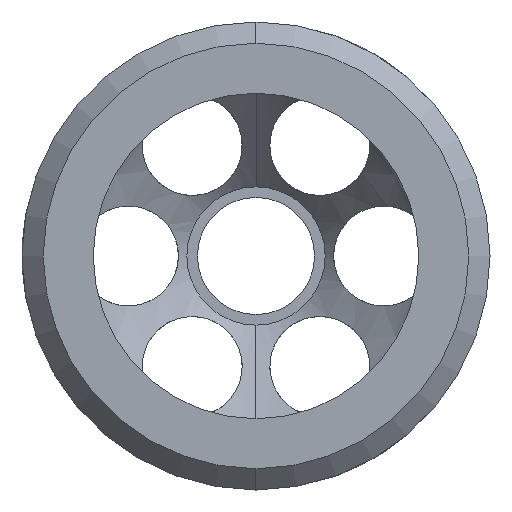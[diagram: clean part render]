
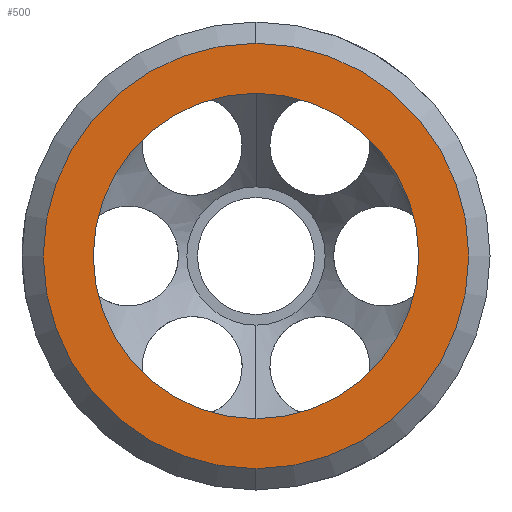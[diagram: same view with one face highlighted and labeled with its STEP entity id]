
A CAD part, left-side view. The second image highlights one B-rep face of the part: STEP entity #500.
In plain terms, the highlighted planar face has unit normal (-1, 0, 0).
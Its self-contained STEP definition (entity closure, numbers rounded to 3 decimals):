
#79 = CARTESIAN_POINT ( 'NONE',  ( 0., 0., 10. ) ) ;
#179 = ORIENTED_EDGE ( 'NONE', *, *, #2430, .F. ) ;
#182 = CARTESIAN_POINT ( 'NONE',  ( 0., 0., 7.65 ) ) ;
#257 = CARTESIAN_POINT ( 'NONE',  ( 0., 0., 0. ) ) ;
#282 = FACE_OUTER_BOUND ( 'NONE', #1722, .T. ) ;
#500 = ADVANCED_FACE ( 'NONE', ( #282, #1539 ), #984, .F. ) ;
#545 = CARTESIAN_POINT ( 'NONE',  ( 0., 0., -7.65 ) ) ;
#560 = DIRECTION ( 'NONE',  ( -1., 0., 0. ) ) ;
#564 = ORIENTED_EDGE ( 'NONE', *, *, #1419, .T. ) ;
#583 = CIRCLE ( 'NONE', #867, 10. ) ;
#615 = CIRCLE ( 'NONE', #659, 7.65 ) ;
#659 = AXIS2_PLACEMENT_3D ( 'NONE', #843, #1598, #1413 ) ;
#707 = EDGE_CURVE ( 'NONE', #1263, #2152, #615, .T. ) ;
#708 = VERTEX_POINT ( 'NONE', #79 ) ;
#843 = CARTESIAN_POINT ( 'NONE',  ( 0., 0., 0. ) ) ;
#851 = DIRECTION ( 'NONE',  ( 0., 0., -1. ) ) ;
#862 = DIRECTION ( 'NONE',  ( -1., 0., 0. ) ) ;
#867 = AXIS2_PLACEMENT_3D ( 'NONE', #1999, #1234, #851 ) ;
#874 = AXIS2_PLACEMENT_3D ( 'NONE', #1133, #560, #1144 ) ;
#984 = PLANE ( 'NONE',  #1629 ) ;
#999 = CARTESIAN_POINT ( 'NONE',  ( 0., 7.65, 0. ) ) ;
#1118 = ORIENTED_EDGE ( 'NONE', *, *, #707, .F. ) ;
#1133 = CARTESIAN_POINT ( 'NONE',  ( 0., 0., 0. ) ) ;
#1144 = DIRECTION ( 'NONE',  ( 0., 0., 1. ) ) ;
#1189 = DIRECTION ( 'NONE',  ( 1., 0., 0. ) ) ;
#1234 = DIRECTION ( 'NONE',  ( -1., 0., 0. ) ) ;
#1263 = VERTEX_POINT ( 'NONE', #182 ) ;
#1325 = ORIENTED_EDGE ( 'NONE', *, *, #2054, .T. ) ;
#1413 = DIRECTION ( 'NONE',  ( 0., 0., 1. ) ) ;
#1419 = EDGE_CURVE ( 'NONE', #708, #2534, #583, .T. ) ;
#1513 = CIRCLE ( 'NONE', #1967, 10. ) ;
#1539 = FACE_BOUND ( 'NONE', #2249, .T. ) ;
#1598 = DIRECTION ( 'NONE',  ( -1., 0., 0. ) ) ;
#1629 = AXIS2_PLACEMENT_3D ( 'NONE', #999, #1189, #1953 ) ;
#1722 = EDGE_LOOP ( 'NONE', ( #1325, #564 ) ) ;
#1865 = DIRECTION ( 'NONE',  ( 0., 0., -1. ) ) ;
#1918 = CARTESIAN_POINT ( 'NONE',  ( 0., 0., -10. ) ) ;
#1953 = DIRECTION ( 'NONE',  ( 0., 0., -1. ) ) ;
#1967 = AXIS2_PLACEMENT_3D ( 'NONE', #257, #862, #1865 ) ;
#1971 = CIRCLE ( 'NONE', #874, 7.65 ) ;
#1999 = CARTESIAN_POINT ( 'NONE',  ( 0., 0., 0. ) ) ;
#2054 = EDGE_CURVE ( 'NONE', #2534, #708, #1513, .T. ) ;
#2152 = VERTEX_POINT ( 'NONE', #545 ) ;
#2249 = EDGE_LOOP ( 'NONE', ( #1118, #179 ) ) ;
#2430 = EDGE_CURVE ( 'NONE', #2152, #1263, #1971, .T. ) ;
#2534 = VERTEX_POINT ( 'NONE', #1918 ) ;
